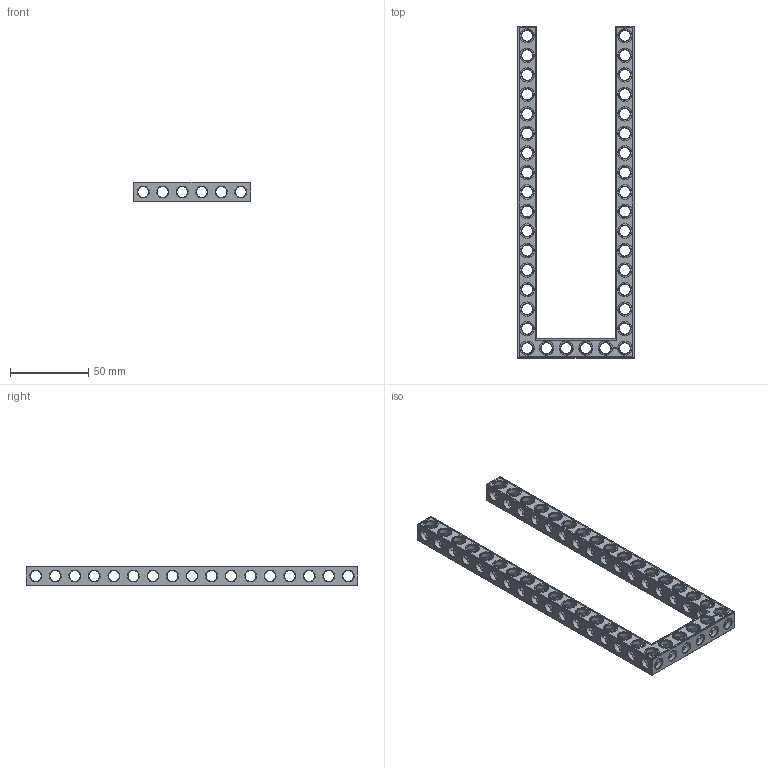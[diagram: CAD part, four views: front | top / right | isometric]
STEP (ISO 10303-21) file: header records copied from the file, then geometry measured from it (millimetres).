
FILE_DESCRIPTION(('FreeCAD Model'),'2;1');
FILE_NAME('Open CASCADE Shape Model','2022-02-23T19:34:21',( 'Paulo Kiefe'),('STEMFIE.org'),'Open CASCADE STEP processor 7.5', 'FreeCAD','Unknown');
FILE_SCHEMA(('AUTOMOTIVE_DESIGN { 1 0 10303 214 1 1 1 1 }'));
Products named in the file (1): Beam AGD ESS USH SYM BU06x17x01 - SPN-BEM-0373 (stemfie.org)
Bounding box: 75 x 212.5 x 12.5 mm (x, y, z)
Volume: 37140.9 mm3; surface area: 33155.5 mm2
Topology: 1 solids, 1 shells, 969 faces, 2944 edges, 1895 vertices
Faces by surface type: plane 416, cylinder 229, extrusion 170, cone 154
Full cylindrical faces by diameter (mm): 6.98 x36, 7 x155, 9.2 x38
Entity records: 238317 total; most frequent: CARTESIAN_POINT 183721, DIRECTION 8696, ORIENTED_EDGE 5888, PCURVE 5888, DEFINITIONAL_REPRESENTATION 5888, VECTOR 5534, LINE 5364, EDGE_CURVE 2944
